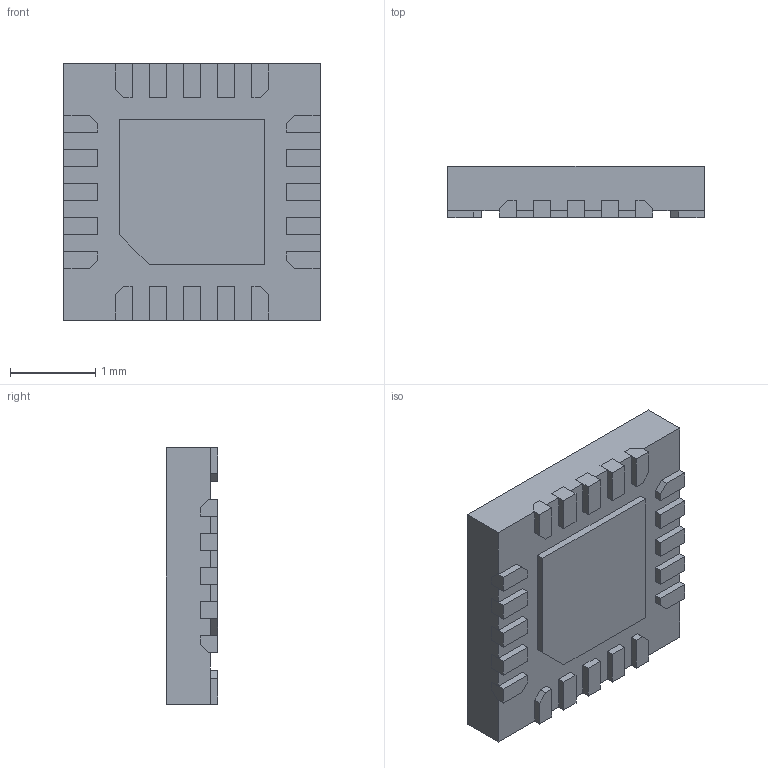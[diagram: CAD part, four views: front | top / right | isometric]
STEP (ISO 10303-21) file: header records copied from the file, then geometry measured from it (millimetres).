
FILE_DESCRIPTION (( 'STEP AP214' ), '1' );
FILE_NAME ('IQS72110A00QNR.STEP', '2021-05-13T00:42:53', ( '' ), ( '' ), 'SwSTEP 2.0', 'SolidWorks 2017', '' );
FILE_SCHEMA (( 'AUTOMOTIVE_DESIGN' ));
Length unit declared in the file: millimetre
Products named in the file (1): IQS72110A00QNR
Bounding box: 3 x 0.6 x 3 mm (x, y, z)
Volume: 5 mm3; surface area: 41.7 mm2
Topology: 23 solids, 23 shells, 258 faces, 614 edges, 404 vertices
Faces by surface type: plane 254, cylinder 4
Entity records: 7510 total; most frequent: CARTESIAN_POINT 1277, ORIENTED_EDGE 1228, DIRECTION 1140, EDGE_CURVE 614, VECTOR 606, LINE 606, VERTEX_POINT 404, AXIS2_PLACEMENT_3D 267
